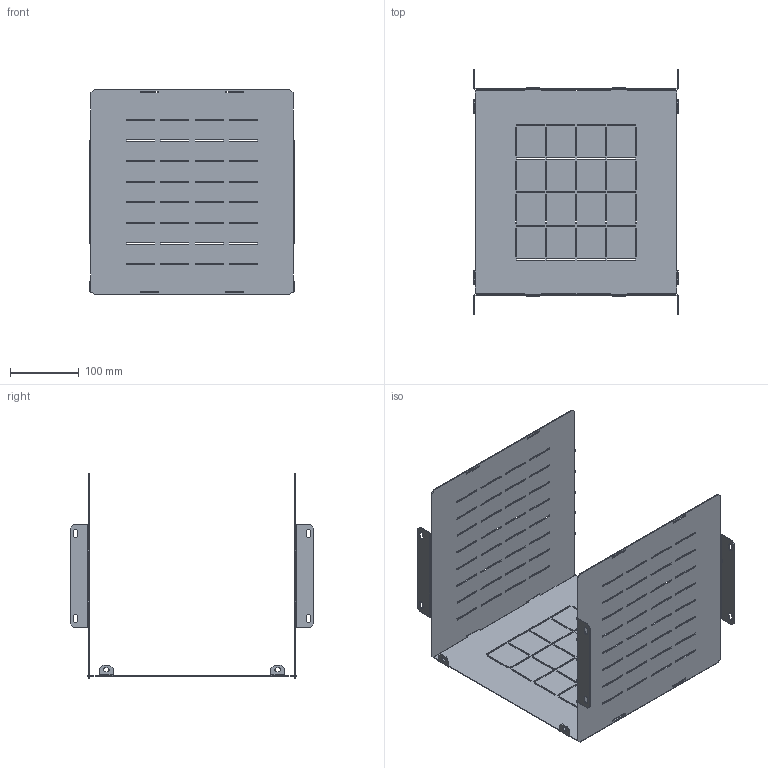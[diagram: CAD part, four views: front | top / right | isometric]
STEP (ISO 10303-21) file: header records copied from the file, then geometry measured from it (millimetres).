
FILE_DESCRIPTION (( 'STEP AP203' ), '1' );
FILE_NAME ('MA1.800.040403.01.00 Ïåðåãîðîäêè äëÿ ñáîðêè ãîðèçîíòàëüíûõ øèí Ø400 Ã400 EKF AleSta AleSta-PCHB44.STEP', '2024-06-06T07:25:36', ( '' ), ( '' ), 'SwSTEP 2.0', 'SolidWorks 2021', '' );
FILE_SCHEMA (( 'CONFIG_CONTROL_DESIGN' ));
Length unit declared in the file: millimetre
Products named in the file (3): MA1.800.060603.01.01 ãîðèçîíòàëüíàÿ ÷àñòü_ƒ= 400; MA1.800.040403.01.00 Ïåðåãîðîäêè äëÿ ñáîðêè ãîðèçîíòàëüíûõ øèí Ø400 Ã400 EKF AleSta AleSta-PCHB44; MA1.800.060603.01.02 ôðîíòàëüíàÿ ÷àñòü_˜=400
Assembly tree (3 placements, depth 2):
  MA1.800.040403.01.00 Ïåðåãîðîäêè äëÿ ñáîðêè ãîðèçîíòàëüíûõ øèí Ø400 Ã400 EKF AleSta AleSta-PCHB44
    MA1.800.060603.01.01 ãîðèçîíòàëüíàÿ ÷àñòü_ƒ= 400
    MA1.800.060603.01.02 ôðîíòàëüíàÿ ÷àñòü_˜=400  x2
Bounding box: 299 x 356.01 x 300 mm (x, y, z)
Volume: 271612.9 mm3; surface area: 558159.5 mm2
Topology: 3 solids, 3 shells, 722 faces, 2084 edges, 1368 vertices
Faces by surface type: plane 682, cylinder 40
Entity records: 16673 total; most frequent: CARTESIAN_POINT 2866, ORIENTED_EDGE 2856, DIRECTION 2536, EDGE_CURVE 1428, LINE 1324, VECTOR 1324, VERTEX_POINT 936, EDGE_LOOP 688
